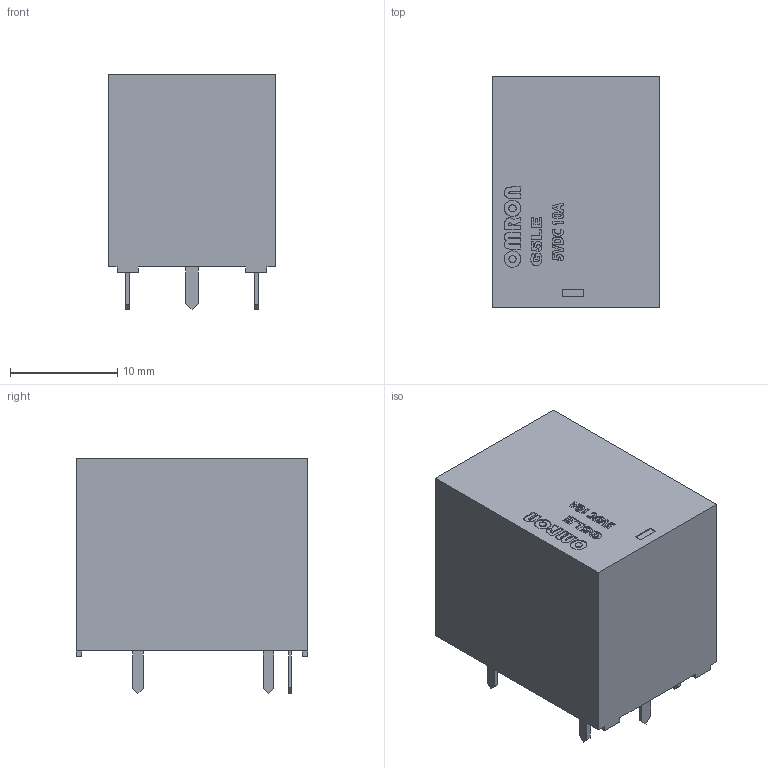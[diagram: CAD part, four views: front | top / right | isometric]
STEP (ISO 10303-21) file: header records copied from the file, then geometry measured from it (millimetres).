
FILE_DESCRIPTION(/* description */ (''),/* implementation_level */ '2;1');
FILE_NAME(/* name */ 'OMRON G5LE Series.stp',/* time_stamp */ '2016-11-22T16:20:25-05:00',/* author */ (''),/* organization */ (''),/* preprocessor_version */ 'ST-DEVELOPER v15',/* originating_system */ 'SIEMENS PLM Software NX 9.0',/* authorisation */ '');
FILE_SCHEMA (('AUTOMOTIVE_DESIGN { 1 0 10303 214 3 1 1 1 }'));
Length unit declared in the file: millimetre
Products named in the file (1): Hakl0D00B76Bzuzj
Bounding box: 15.6 x 21.6 x 22 mm (x, y, z)
Volume: 6072.6 mm3; surface area: 2084.5 mm2
Topology: 1 solids, 1 shells, 219 faces, 570 edges, 380 vertices
Faces by surface type: plane 145, extrusion 74
Entity records: 9678 total; most frequent: CARTESIAN_POINT 3147, ORIENTED_EDGE 1140, DIRECTION 721, EDGE_CURVE 570, VECTOR 429, VERTEX_POINT 380, LINE 355, B_SPLINE_CURVE_WITH_KNOTS 289
